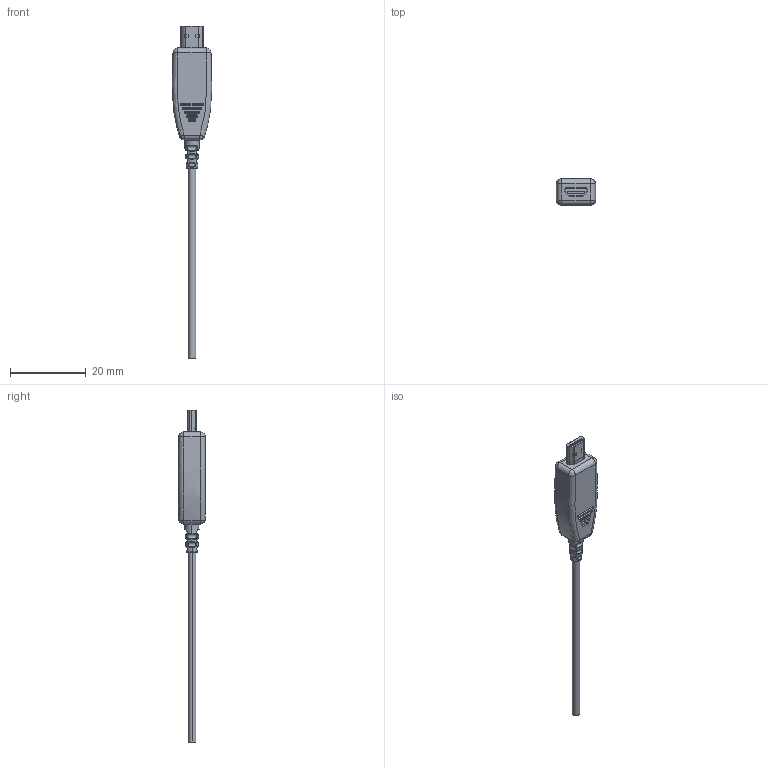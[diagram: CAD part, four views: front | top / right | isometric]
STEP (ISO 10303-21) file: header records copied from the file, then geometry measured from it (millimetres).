
FILE_DESCRIPTION (( 'STEP AP214' ), '1' );
FILE_NAME ('Micro_HDMI_Connector.STEP', '2015-08-24T18:43:32', ( '' ), ( '' ), 'SwSTEP 2.0', 'SolidWorks 2015', '' );
FILE_SCHEMA (( 'AUTOMOTIVE_DESIGN' ));
Length unit declared in the file: millimetre
Products named in the file (4): Micro_HDMI_Connector; Cable_DＧaut; HDMI_D_D‚faut; HDMI_Plastic_Part
Assembly tree (3 placements, depth 2):
  Micro_HDMI_Connector
    HDMI_D_D‚faut
    HDMI_Plastic_Part
    Cable_DＧaut
Bounding box: 10.39 x 7 x 87.57 mm (x, y, z)
Volume: 1833.2 mm3; surface area: 1568.4 mm2
Topology: 4 solids, 4 shells, 421 faces, 1045 edges, 644 vertices
Faces by surface type: plane 173, cylinder 116, sphere 48, torus 42, bspline 40, cone 2
Entity records: 15708 total; most frequent: CARTESIAN_POINT 5142, ORIENTED_EDGE 2074, DIRECTION 2005, EDGE_CURVE 1037, AXIS2_PLACEMENT_3D 699, VERTEX_POINT 644, LINE 607, VECTOR 607
